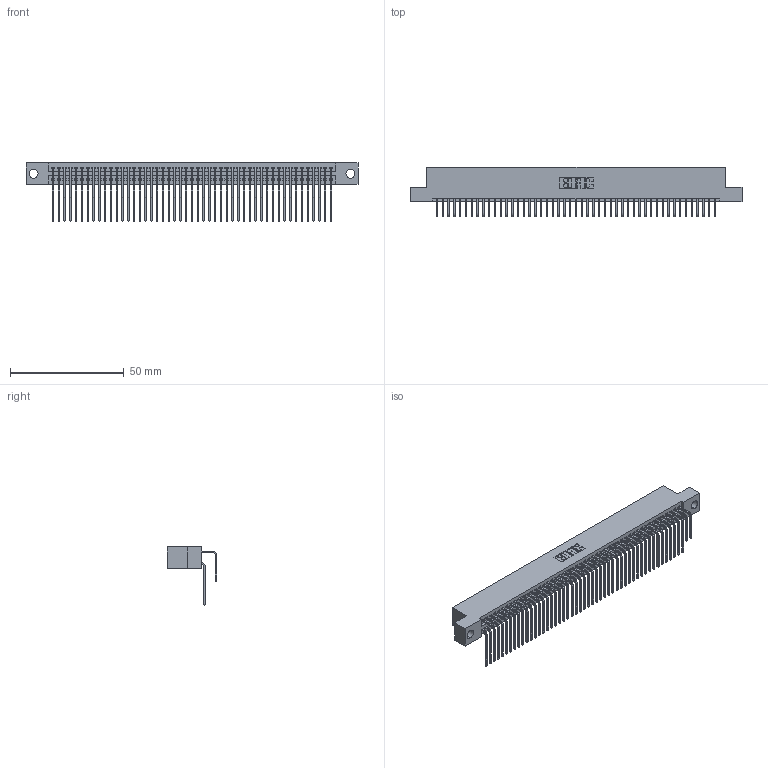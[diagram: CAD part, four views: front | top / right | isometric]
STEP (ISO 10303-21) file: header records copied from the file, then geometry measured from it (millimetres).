
FILE_DESCRIPTION (( 'STEP AP203' ), '1' );
FILE_NAME ('345-098-558-204.STEP', '2021-05-20T18:16:51', ( '' ), ( '' ), 'SwSTEP 2.0', 'SolidWorks 2020', '' );
FILE_SCHEMA (( 'CONFIG_CONTROL_DESIGN' ));
Length unit declared in the file: inch
Products named in the file (4): 345-292-001_558 Tail - 2; 345-098-558-204; 345-292-001_558 559 Tail - 1; 345 Part_Flush Mounting Lugs - 0.156 Dia-TI
Assembly tree (99 placements, depth 2):
  345-098-558-204
    345 Part_Flush Mounting Lugs - 0.156 Dia-TI
    345-292-001_558 559 Tail - 1  x49
    345-292-001_558 Tail - 2  x49
Bounding box: 145.67 x 21.83 x 25.53 mm (x, y, z)
Volume: 14674.8 mm3; surface area: 24337.4 mm2
Topology: 99 solids, 99 shells, 5236 faces, 15567 edges, 10246 vertices
Faces by surface type: plane 3524, cylinder 1712
Entity records: 39575 total; most frequent: CARTESIAN_POINT 6677, ORIENTED_EDGE 6558, DIRECTION 5851, EDGE_CURVE 3279, VECTOR 2911, LINE 2911, VERTEX_POINT 2182, AXIS2_PLACEMENT_3D 1470
